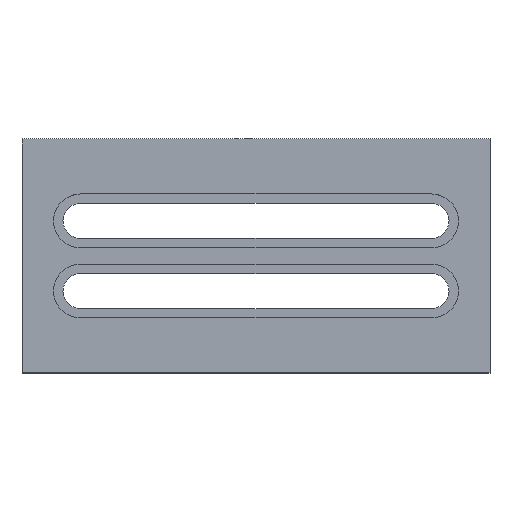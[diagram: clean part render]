
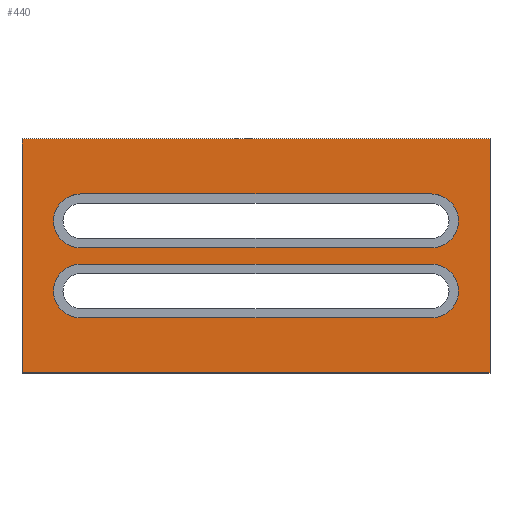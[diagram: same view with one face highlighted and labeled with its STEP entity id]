
A CAD part, top view. The second image highlights one B-rep face of the part: STEP entity #440.
In plain terms, the highlighted planar face has unit normal (0, 0, 1).
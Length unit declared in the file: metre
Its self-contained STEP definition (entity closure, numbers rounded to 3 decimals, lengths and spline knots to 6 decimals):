
#28=PLANE('',#485);
#54=LINE('',#686,#98);
#58=LINE('',#694,#102);
#61=LINE('',#700,#105);
#63=LINE('',#703,#107);
#64=LINE('',#708,#108);
#65=LINE('',#712,#109);
#66=LINE('',#716,#110);
#67=LINE('',#720,#111);
#98=VECTOR('',#559,1.);
#102=VECTOR('',#565,1.);
#105=VECTOR('',#570,1.);
#107=VECTOR('',#574,1.);
#108=VECTOR('',#579,1.);
#109=VECTOR('',#582,1.);
#110=VECTOR('',#585,1.);
#111=VECTOR('',#588,1.);
#172=ORIENTED_EDGE('',*,*,#280,.F.);
#173=ORIENTED_EDGE('',*,*,#281,.T.);
#174=ORIENTED_EDGE('',*,*,#282,.F.);
#175=ORIENTED_EDGE('',*,*,#283,.F.);
#176=ORIENTED_EDGE('',*,*,#284,.F.);
#177=ORIENTED_EDGE('',*,*,#285,.T.);
#178=ORIENTED_EDGE('',*,*,#286,.F.);
#179=ORIENTED_EDGE('',*,*,#287,.F.);
#180=ORIENTED_EDGE('',*,*,#270,.F.);
#181=ORIENTED_EDGE('',*,*,#274,.T.);
#182=ORIENTED_EDGE('',*,*,#277,.T.);
#183=ORIENTED_EDGE('',*,*,#279,.F.);
#270=EDGE_CURVE('',#322,#323,#54,.T.);
#274=EDGE_CURVE('',#322,#325,#58,.T.);
#277=EDGE_CURVE('',#325,#327,#61,.T.);
#279=EDGE_CURVE('',#323,#327,#63,.T.);
#280=EDGE_CURVE('',#328,#329,#352,.T.);
#281=EDGE_CURVE('',#328,#330,#64,.T.);
#282=EDGE_CURVE('',#331,#330,#353,.T.);
#283=EDGE_CURVE('',#329,#331,#65,.T.);
#284=EDGE_CURVE('',#332,#333,#354,.T.);
#285=EDGE_CURVE('',#332,#334,#66,.T.);
#286=EDGE_CURVE('',#335,#334,#355,.T.);
#287=EDGE_CURVE('',#333,#335,#67,.T.);
#322=VERTEX_POINT('',#685);
#323=VERTEX_POINT('',#687);
#325=VERTEX_POINT('',#693);
#327=VERTEX_POINT('',#699);
#328=VERTEX_POINT('',#706);
#329=VERTEX_POINT('',#707);
#330=VERTEX_POINT('',#709);
#331=VERTEX_POINT('',#711);
#332=VERTEX_POINT('',#714);
#333=VERTEX_POINT('',#715);
#334=VERTEX_POINT('',#717);
#335=VERTEX_POINT('',#719);
#352=CIRCLE('',#486,0.0115);
#353=CIRCLE('',#487,0.0115);
#354=CIRCLE('',#488,0.0115);
#355=CIRCLE('',#489,0.0115);
#372=EDGE_LOOP('',(#172,#173,#174,#175));
#373=EDGE_LOOP('',(#176,#177,#178,#179));
#374=EDGE_LOOP('',(#180,#181,#182,#183));
#402=FACE_BOUND('',#372,.T.);
#403=FACE_BOUND('',#373,.T.);
#404=FACE_BOUND('',#374,.T.);
#440=ADVANCED_FACE('',(#402,#403,#404),#28,.T.);
#485=AXIS2_PLACEMENT_3D('',#704,#575,#576);
#486=AXIS2_PLACEMENT_3D('',#705,#577,#578);
#487=AXIS2_PLACEMENT_3D('',#710,#580,#581);
#488=AXIS2_PLACEMENT_3D('',#713,#583,#584);
#489=AXIS2_PLACEMENT_3D('',#718,#586,#587);
#559=DIRECTION('',(0.,1.,0.));
#565=DIRECTION('',(1.,0.,0.));
#570=DIRECTION('',(0.,1.,0.));
#574=DIRECTION('',(1.,0.,0.));
#575=DIRECTION('',(0.,0.,1.));
#576=DIRECTION('',(1.,0.,0.));
#577=DIRECTION('',(0.,0.,1.));
#578=DIRECTION('',(1.,0.,0.));
#579=DIRECTION('',(1.,0.,0.));
#580=DIRECTION('',(0.,0.,1.));
#581=DIRECTION('',(1.,0.,0.));
#582=DIRECTION('',(1.,0.,0.));
#583=DIRECTION('',(0.,0.,1.));
#584=DIRECTION('',(1.,0.,0.));
#585=DIRECTION('',(1.,0.,0.));
#586=DIRECTION('',(0.,0.,1.));
#587=DIRECTION('',(1.,0.,0.));
#588=DIRECTION('',(1.,0.,0.));
#685=CARTESIAN_POINT('',(0.,0.,0.01));
#686=CARTESIAN_POINT('',(0.,0.05,0.01));
#687=CARTESIAN_POINT('',(0.,0.1,0.01));
#693=CARTESIAN_POINT('',(0.2,0.,0.01));
#694=CARTESIAN_POINT('',(0.1,0.,0.01));
#699=CARTESIAN_POINT('',(0.2,0.1,0.01));
#700=CARTESIAN_POINT('',(0.2,0.05,0.01));
#703=CARTESIAN_POINT('',(0.1,0.1,0.01));
#704=CARTESIAN_POINT('',(0.1,0.05,0.01));
#705=CARTESIAN_POINT('',(0.025,0.065,0.01));
#706=CARTESIAN_POINT('',(0.025,0.0765,0.01));
#707=CARTESIAN_POINT('',(0.025,0.0535,0.01));
#708=CARTESIAN_POINT('',(0.1,0.0765,0.01));
#709=CARTESIAN_POINT('',(0.175,0.0765,0.01));
#710=CARTESIAN_POINT('',(0.175,0.065,0.01));
#711=CARTESIAN_POINT('',(0.175,0.0535,0.01));
#712=CARTESIAN_POINT('',(0.1,0.0535,0.01));
#713=CARTESIAN_POINT('',(0.025,0.035,0.01));
#714=CARTESIAN_POINT('',(0.025,0.0465,0.01));
#715=CARTESIAN_POINT('',(0.025,0.0235,0.01));
#716=CARTESIAN_POINT('',(0.1,0.0465,0.01));
#717=CARTESIAN_POINT('',(0.175,0.0465,0.01));
#718=CARTESIAN_POINT('',(0.175,0.035,0.01));
#719=CARTESIAN_POINT('',(0.175,0.0235,0.01));
#720=CARTESIAN_POINT('',(0.1,0.0235,0.01));
